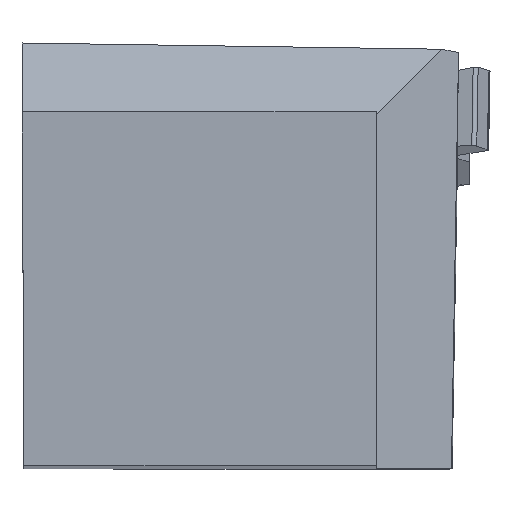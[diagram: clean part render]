
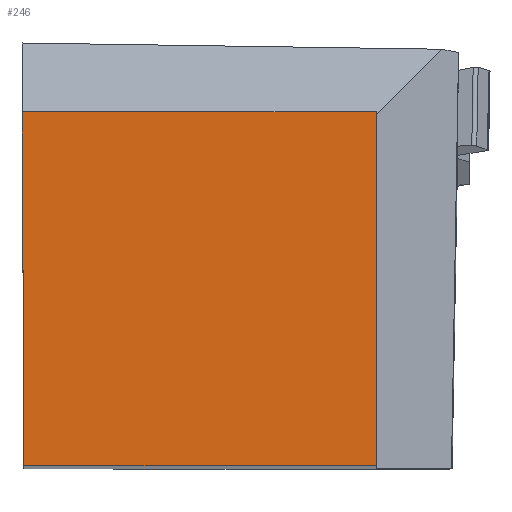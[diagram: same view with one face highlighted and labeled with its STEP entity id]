
A CAD part, top view. The second image highlights one B-rep face of the part: STEP entity #246.
In plain terms, the highlighted planar face has unit normal (0, 0, 1).
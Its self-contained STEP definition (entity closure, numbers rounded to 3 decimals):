
#246=ADVANCED_FACE('BLANK_BOXF006',(#386),#305,.F.);
#305=PLANE('',#2000);
#386=FACE_OUTER_BOUND('',#479,.T.);
#479=EDGE_LOOP('',(#1306,#1307,#1308,#1309));
#650=LINE('',#3159,#838);
#659=LINE('',#3177,#847);
#660=LINE('',#3180,#848);
#661=LINE('',#3181,#849);
#838=VECTOR('',#2452,1.);
#847=VECTOR('',#2467,1.);
#848=VECTOR('',#2468,1.);
#849=VECTOR('',#2469,1.);
#1306=ORIENTED_EDGE('',*,*,#1756,.T.);
#1307=ORIENTED_EDGE('',*,*,#1757,.T.);
#1308=ORIENTED_EDGE('',*,*,#1747,.T.);
#1309=ORIENTED_EDGE('',*,*,#1758,.T.);
#1512=VERTEX_POINT('',#3158);
#1513=VERTEX_POINT('',#3160);
#1519=VERTEX_POINT('',#3178);
#1520=VERTEX_POINT('',#3179);
#1747=EDGE_CURVE('',#1513,#1512,#650,.T.);
#1756=EDGE_CURVE('',#1519,#1520,#659,.T.);
#1757=EDGE_CURVE('',#1520,#1513,#660,.T.);
#1758=EDGE_CURVE('',#1512,#1519,#661,.T.);
#2000=AXIS2_PLACEMENT_3D('',#3182,#2470,#2471);
#2452=DIRECTION('',(0.004,-1.,0.));
#2467=DIRECTION('',(0.,1.,0.));
#2468=DIRECTION('',(-1.,0.,0.));
#2469=DIRECTION('',(1.,0.,0.));
#2470=DIRECTION('',(0.,0.,-1.));
#2471=DIRECTION('',(0.,-1.,0.));
#3158=CARTESIAN_POINT('',(0.139,0.,0.));
#3159=CARTESIAN_POINT('',(-0.609,171.348,0.));
#3160=CARTESIAN_POINT('',(0.,31.85,0.));
#3177=CARTESIAN_POINT('',(31.85,-171.35,0.));
#3178=CARTESIAN_POINT('',(31.85,0.,0.));
#3179=CARTESIAN_POINT('',(31.85,31.85,0.));
#3180=CARTESIAN_POINT('',(171.35,31.85,0.));
#3181=CARTESIAN_POINT('',(-171.35,0.,0.));
#3182=CARTESIAN_POINT('',(72.2,-5.,0.));
